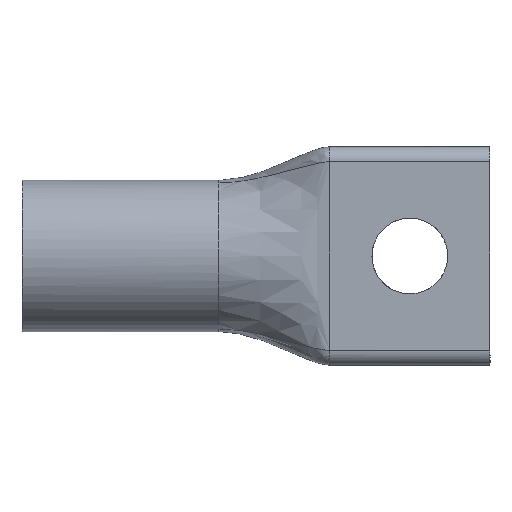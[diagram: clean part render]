
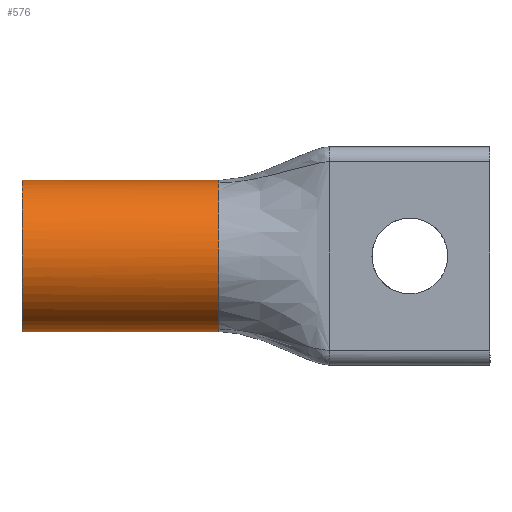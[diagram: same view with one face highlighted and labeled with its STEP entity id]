
A CAD part, front view. The second image highlights one B-rep face of the part: STEP entity #576.
In plain terms, the highlighted cylindrical face has radius 13.462 mm (diameter 26.924 mm), a partial arc.
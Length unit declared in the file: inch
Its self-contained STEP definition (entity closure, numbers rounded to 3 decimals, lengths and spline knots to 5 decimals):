
#108 = EDGE_CURVE ( 'NONE', #1678, #1743, #2485, .T. ) ;
#119 = CARTESIAN_POINT ( 'NONE',  ( 1.38, 0.39283, 0.51194 ) ) ;
#131 = AXIS2_PLACEMENT_3D ( 'NONE', #2589, #329, #1489 ) ;
#144 = CARTESIAN_POINT ( 'NONE',  ( 1.38, 0.28362, -0.4728 ) ) ;
#158 = CARTESIAN_POINT ( 'NONE',  ( -0.57107, 0.53, 0.53 ) ) ;
#168 = CARTESIAN_POINT ( 'NONE',  ( 0., 0.26308, -0.46311 ) ) ;
#179 = CARTESIAN_POINT ( 'NONE',  ( 1.38, 0.04671, -0.22511 ) ) ;
#195 = CARTESIAN_POINT ( 'NONE',  ( 1.38, 0.39283, -0.51194 ) ) ;
#234 = CARTESIAN_POINT ( 'NONE',  ( 1.38, 0.40511, 0.51523 ) ) ;
#329 = DIRECTION ( 'NONE',  ( -1., 0., 0. ) ) ;
#342 = CARTESIAN_POINT ( 'NONE',  ( 0., 0.39127, -0.51621 ) ) ;
#354 = CARTESIAN_POINT ( 'NONE',  ( 0., 0.26308, 0.46311 ) ) ;
#380 = CARTESIAN_POINT ( 'NONE',  ( 0., 0.53, -0.53 ) ) ;
#439 = ORIENTED_EDGE ( 'NONE', *, *, #108, .F. ) ;
#505 = B_SPLINE_CURVE_WITH_KNOTS ( 'NONE', 3,
 ( #540, #2560, #144, #2153, #1983, #1575, #179, #945, #1784, #982, #2583, #783, #1589, #1393, #1195, #1995, #1555, #2351 ),
 .UNSPECIFIED., .F., .F.,
 ( 4, 2, 2, 2, 2, 2, 2, 2, 4 ),
 ( 0., 0.125, 0.25, 0.375, 0.5, 0.625, 0.75, 0.875, 1. ),
 .UNSPECIFIED. ) ;
#540 = CARTESIAN_POINT ( 'NONE',  ( 1.38, 0.39283, -0.51194 ) ) ;
#550 = ORIENTED_EDGE ( 'NONE', *, *, #1752, .T. ) ;
#555 = CARTESIAN_POINT ( 'NONE',  ( 0., 0.10618, -0.32571 ) ) ;
#568 = CARTESIAN_POINT ( 'NONE',  ( 0., 0., 0.06938 ) ) ;
#569 = CARTESIAN_POINT ( 'NONE',  ( 1.38, 0.48375, -0.53 ) ) ;
#576 = ADVANCED_FACE ( 'NONE', ( #987 ), #1789, .T. ) ;
#717 = VERTEX_POINT ( 'NONE', #119 ) ;
#751 = B_SPLINE_CURVE_WITH_KNOTS ( 'NONE', 3,
 ( #2598, #2169, #1566, #354, #1540, #772, #1169, #2547, #568, #2141, #1967, #2338, #555, #994, #168, #342, #759, #1748 ),
 .UNSPECIFIED., .F., .F.,
 ( 4, 2, 2, 2, 2, 2, 2, 2, 4 ),
 ( 0., 0.125, 0.25, 0.375, 0.5, 0.625, 0.75, 0.875, 1. ),
 .UNSPECIFIED. ) ;
#752 = VERTEX_POINT ( 'NONE', #895 ) ;
#759 = CARTESIAN_POINT ( 'NONE',  ( 0., 0.46062, -0.53 ) ) ;
#772 = CARTESIAN_POINT ( 'NONE',  ( 0., 0.10618, 0.32571 ) ) ;
#783 = CARTESIAN_POINT ( 'NONE',  ( 1.38, 0.04671, 0.22511 ) ) ;
#835 = B_SPLINE_CURVE_WITH_KNOTS ( 'NONE', 3,
 ( #1225, #1463, #2441, #2263, #2022, #234, #1642 ),
 .UNSPECIFIED., .F., .F.,
 ( 4, 1, 1, 1, 4 ),
 ( 0., 0.25, 0.5, 0.75, 1. ),
 .UNSPECIFIED. ) ;
#852 = EDGE_CURVE ( 'NONE', #752, #1743, #751, .T. ) ;
#895 = CARTESIAN_POINT ( 'NONE',  ( 0., 0.53, 0.53 ) ) ;
#928 = VERTEX_POINT ( 'NONE', #970 ) ;
#945 = CARTESIAN_POINT ( 'NONE',  ( 1.38, 0.00954, -0.11562 ) ) ;
#970 = CARTESIAN_POINT ( 'NONE',  ( 1.38, 0.53, 0.53 ) ) ;
#982 = CARTESIAN_POINT ( 'NONE',  ( 1.38, 0., 0.05781 ) ) ;
#987 = FACE_OUTER_BOUND ( 'NONE', #2039, .T. ) ;
#989 = ORIENTED_EDGE ( 'NONE', *, *, #852, .T. ) ;
#994 = CARTESIAN_POINT ( 'NONE',  ( 0., 0.20429, -0.42382 ) ) ;
#1009 = DIRECTION ( 'NONE',  ( -1., 0., 0. ) ) ;
#1011 = EDGE_CURVE ( 'NONE', #2295, #717, #505, .T. ) ;
#1169 = CARTESIAN_POINT ( 'NONE',  ( 0., 0.06689, 0.26692 ) ) ;
#1195 = CARTESIAN_POINT ( 'NONE',  ( 1.38, 0.18748, 0.40856 ) ) ;
#1197 = LINE ( 'NONE', #158, #2592 ) ;
#1225 = CARTESIAN_POINT ( 'NONE',  ( 1.38, 0.53, 0.53 ) ) ;
#1346 = ORIENTED_EDGE ( 'NONE', *, *, #1856, .F. ) ;
#1368 = CARTESIAN_POINT ( 'NONE',  ( 1.38, 0.4375, -0.52391 ) ) ;
#1393 = CARTESIAN_POINT ( 'NONE',  ( 1.38, 0.14472, 0.36851 ) ) ;
#1463 = CARTESIAN_POINT ( 'NONE',  ( 1.38, 0.51894, 0.53 ) ) ;
#1483 = ORIENTED_EDGE ( 'NONE', *, *, #1618, .T. ) ;
#1489 = DIRECTION ( 'NONE',  ( 0., 0., 1. ) ) ;
#1540 = CARTESIAN_POINT ( 'NONE',  ( 0., 0.20429, 0.42382 ) ) ;
#1555 = CARTESIAN_POINT ( 'NONE',  ( 1.38, 0.33698, 0.49698 ) ) ;
#1566 = CARTESIAN_POINT ( 'NONE',  ( 0., 0.39127, 0.51621 ) ) ;
#1575 = CARTESIAN_POINT ( 'NONE',  ( 1.38, 0.07433, -0.27678 ) ) ;
#1589 = CARTESIAN_POINT ( 'NONE',  ( 1.38, 0.07433, 0.27678 ) ) ;
#1618 = EDGE_CURVE ( 'NONE', #928, #752, #1197, .T. ) ;
#1642 = CARTESIAN_POINT ( 'NONE',  ( 1.38, 0.39283, 0.51194 ) ) ;
#1678 = VERTEX_POINT ( 'NONE', #2154 ) ;
#1688 = B_SPLINE_CURVE_WITH_KNOTS ( 'NONE', 3,
 ( #1996, #569, #1368, #195 ),
 .UNSPECIFIED., .F., .F.,
 ( 4, 4 ),
 ( 0., 1. ),
 .UNSPECIFIED. ) ;
#1743 = VERTEX_POINT ( 'NONE', #380 ) ;
#1748 = CARTESIAN_POINT ( 'NONE',  ( 0., 0.53, -0.53 ) ) ;
#1752 = EDGE_CURVE ( 'NONE', #1678, #2295, #1688, .T. ) ;
#1784 = CARTESIAN_POINT ( 'NONE',  ( 1.38, 0., -0.05781 ) ) ;
#1789 = CYLINDRICAL_SURFACE ( 'NONE', #131, 0.53 ) ;
#1812 = CARTESIAN_POINT ( 'NONE',  ( 1.38, 0.39283, -0.51194 ) ) ;
#1856 = EDGE_CURVE ( 'NONE', #928, #717, #835, .T. ) ;
#1967 = CARTESIAN_POINT ( 'NONE',  ( 0., 0.01379, -0.13873 ) ) ;
#1983 = CARTESIAN_POINT ( 'NONE',  ( 1.38, 0.14472, -0.36851 ) ) ;
#1995 = CARTESIAN_POINT ( 'NONE',  ( 1.38, 0.28362, 0.4728 ) ) ;
#1996 = CARTESIAN_POINT ( 'NONE',  ( 1.38, 0.53, -0.53 ) ) ;
#2022 = CARTESIAN_POINT ( 'NONE',  ( 1.38, 0.42894, 0.5207 ) ) ;
#2039 = EDGE_LOOP ( 'NONE', ( #439, #550, #2591, #1346, #1483, #989 ) ) ;
#2070 = DIRECTION ( 'NONE',  ( -1., 0., 0. ) ) ;
#2095 = CARTESIAN_POINT ( 'NONE',  ( -0.57107, 0.53, -0.53 ) ) ;
#2141 = CARTESIAN_POINT ( 'NONE',  ( 0., 0., -0.06938 ) ) ;
#2153 = CARTESIAN_POINT ( 'NONE',  ( 1.38, 0.18748, -0.40856 ) ) ;
#2154 = CARTESIAN_POINT ( 'NONE',  ( 1.38, 0.53, -0.53 ) ) ;
#2169 = CARTESIAN_POINT ( 'NONE',  ( 0., 0.46062, 0.53 ) ) ;
#2188 = VECTOR ( 'NONE', #2070, 39.37008 ) ;
#2263 = CARTESIAN_POINT ( 'NONE',  ( 1.38, 0.46325, 0.52613 ) ) ;
#2295 = VERTEX_POINT ( 'NONE', #1812 ) ;
#2338 = CARTESIAN_POINT ( 'NONE',  ( 0., 0.06689, -0.26692 ) ) ;
#2351 = CARTESIAN_POINT ( 'NONE',  ( 1.38, 0.39283, 0.51194 ) ) ;
#2441 = CARTESIAN_POINT ( 'NONE',  ( 1.38, 0.49681, 0.52931 ) ) ;
#2485 = LINE ( 'NONE', #2095, #2188 ) ;
#2547 = CARTESIAN_POINT ( 'NONE',  ( 0., 0.01379, 0.13873 ) ) ;
#2560 = CARTESIAN_POINT ( 'NONE',  ( 1.38, 0.33698, -0.49698 ) ) ;
#2583 = CARTESIAN_POINT ( 'NONE',  ( 1.38, 0.00954, 0.11562 ) ) ;
#2589 = CARTESIAN_POINT ( 'NONE',  ( -0.57107, 0.53, 0. ) ) ;
#2591 = ORIENTED_EDGE ( 'NONE', *, *, #1011, .T. ) ;
#2592 = VECTOR ( 'NONE', #1009, 39.37008 ) ;
#2598 = CARTESIAN_POINT ( 'NONE',  ( 0., 0.53, 0.53 ) ) ;
